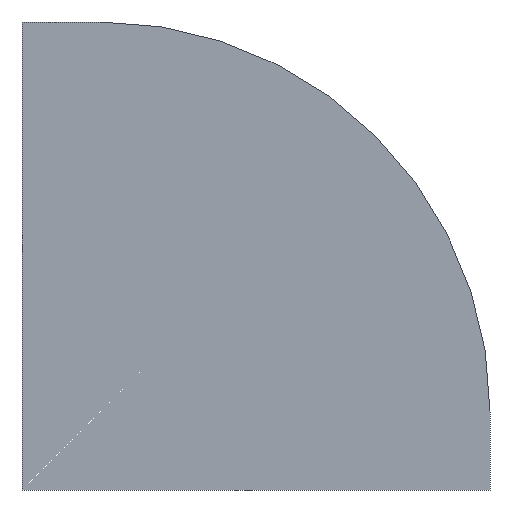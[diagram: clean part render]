
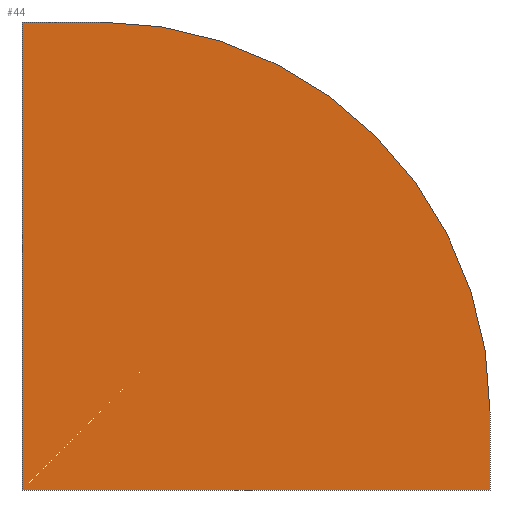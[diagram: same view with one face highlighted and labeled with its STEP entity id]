
A CAD part, left-side view. The second image highlights one B-rep face of the part: STEP entity #44.
In plain terms, the highlighted planar face has unit normal (-1, 0, 0).
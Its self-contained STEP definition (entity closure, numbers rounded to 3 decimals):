
#44=ADVANCED_FACE('',(#82),#83,.T.);
#82=FACE_OUTER_BOUND('',#111,.T.);
#83=PLANE('',#112);
#111=EDGE_LOOP('',(#165,#166,#167,#168,#169));
#112=AXIS2_PLACEMENT_3D('',#170,#171,#172);
#165=ORIENTED_EDGE('',*,*,#182,.T.);
#166=ORIENTED_EDGE('',*,*,#194,.T.);
#167=ORIENTED_EDGE('',*,*,#191,.T.);
#168=ORIENTED_EDGE('',*,*,#188,.T.);
#169=ORIENTED_EDGE('',*,*,#185,.T.);
#170=CARTESIAN_POINT('',(0.,15.0,-15.0));
#171=DIRECTION('',(-1.0,0.,0.));
#172=DIRECTION('',(0.,0.0,1.0));
#182=EDGE_CURVE('',#211,#209,#212,.T.);
#185=EDGE_CURVE('',#215,#211,#216,.T.);
#188=EDGE_CURVE('',#219,#215,#220,.T.);
#191=EDGE_CURVE('',#223,#219,#224,.T.);
#194=EDGE_CURVE('',#209,#223,#227,.T.);
#209=VERTEX_POINT('',#246);
#211=VERTEX_POINT('',#249);
#212=LINE('',#250,#251);
#215=VERTEX_POINT('',#255);
#216=LINE('',#256,#257);
#219=VERTEX_POINT('',#261);
#220=LINE('',#262,#263);
#223=VERTEX_POINT('',#267);
#224=LINE('',#268,#269);
#227=CIRCLE('',#273,25.0);
#246=CARTESIAN_POINT('',(0.,-15.0,-10.0));
#249=CARTESIAN_POINT('',(0.,-15.0,-15.0));
#250=CARTESIAN_POINT('',(0.,-15.0,-15.0));
#251=VECTOR('',#284,5.0);
#255=CARTESIAN_POINT('',(0.,15.0,-15.0));
#256=CARTESIAN_POINT('',(0.,15.0,-15.0));
#257=VECTOR('',#286,30.0);
#261=CARTESIAN_POINT('',(0.,15.0,15.0));
#262=CARTESIAN_POINT('',(0.,15.0,15.0));
#263=VECTOR('',#288,30.0);
#267=CARTESIAN_POINT('',(0.,10.0,15.0));
#268=CARTESIAN_POINT('',(0.,10.0,15.0));
#269=VECTOR('',#290,5.0);
#273=AXIS2_PLACEMENT_3D('',#292,#293,#294);
#284=DIRECTION('',(0.,0.,1.0));
#286=DIRECTION('',(0.0,-1.0,0.));
#288=DIRECTION('',(0.,0.,-1.0));
#290=DIRECTION('',(0.0,1.0,0.));
#292=CARTESIAN_POINT('',(0.,10.0,-10.0));
#293=DIRECTION('',(-1.0,0.,0.));
#294=DIRECTION('',(0.,-1.0,0.));
